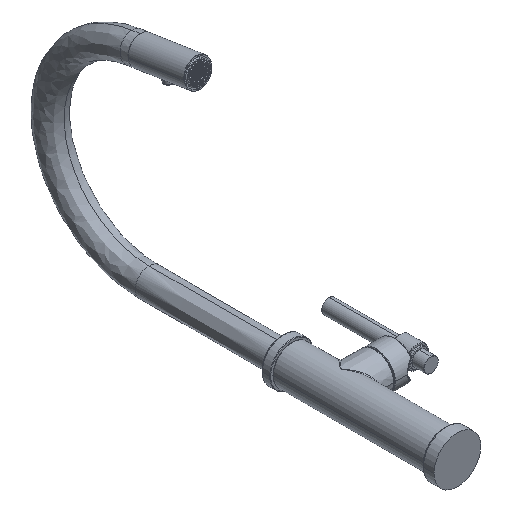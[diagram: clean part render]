
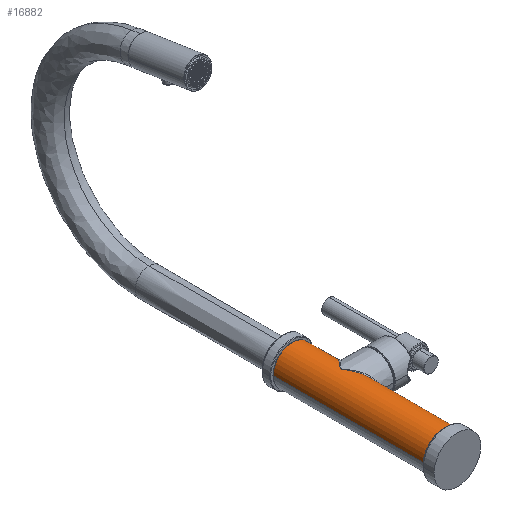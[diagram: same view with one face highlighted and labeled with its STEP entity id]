
A CAD part, isometric view. The second image highlights one B-rep face of the part: STEP entity #16882.
In plain terms, the highlighted cylindrical face has radius 20.32 mm (diameter 40.64 mm), a partial arc.
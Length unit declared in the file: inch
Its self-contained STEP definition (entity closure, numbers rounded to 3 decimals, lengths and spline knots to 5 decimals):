
#2=CARTESIAN_POINT('',(0.,0.,0.));
#3=DIRECTION('',(0.,1.,0.));
#4=DIRECTION('',(-1.,0.,0.));
#5=AXIS2_PLACEMENT_3D('',#2,#3,#4);
#7=DIRECTION('',(0.,1.,0.));
#8=VECTOR('',#7,6.281);
#9=CARTESIAN_POINT('',(-0.8,0.,0.));
#10=LINE('',#9,#8);
#11=DIRECTION('',(0.,-1.,0.));
#12=VECTOR('',#11,1.06535);
#13=CARTESIAN_POINT('',(0.79999,6.281,0.));
#14=LINE('',#13,#12);
#15=CARTESIAN_POINT('',(0.8,5.21565,
0.));
#16=CARTESIAN_POINT('',(0.8,5.21565,0.01197));
#17=CARTESIAN_POINT('',(0.79946,5.21503,0.03604));
#18=CARTESIAN_POINT('',(0.797,5.21226,0.07241));
#19=CARTESIAN_POINT('',(0.79282,5.20756,0.10906));
#20=CARTESIAN_POINT('',(0.78687,5.20085,0.14595));
#21=CARTESIAN_POINT('',(0.77909,5.19208,0.18305));
#22=CARTESIAN_POINT('',(0.76939,5.18116,0.2203));
#23=CARTESIAN_POINT('',(0.75772,5.16799,0.25765));
#24=CARTESIAN_POINT('',(0.74393,5.15245,0.29515));
#25=CARTESIAN_POINT('',(0.72789,5.13438,0.33278));
#26=CARTESIAN_POINT('',(0.70946,5.11359,0.37049));
#27=CARTESIAN_POINT('',(0.68848,5.08994,0.4082));
#28=CARTESIAN_POINT('',(0.66481,5.06324,0.44577));
#29=CARTESIAN_POINT('',(0.63828,5.03332,0.48302));
#30=CARTESIAN_POINT('',(0.60877,5.00002,0.51977));
#31=CARTESIAN_POINT('',(0.5761,4.96314,0.55581));
#32=CARTESIAN_POINT('',(0.54027,4.9227,0.59073));
#33=CARTESIAN_POINT('',(0.50122,4.87858,0.62426));
#34=CARTESIAN_POINT('',(0.45837,4.83013,0.65642));
#35=CARTESIAN_POINT('',(0.41336,4.77919,0.68559));
#36=CARTESIAN_POINT('',(0.37108,4.73128,0.7092));
#37=CARTESIAN_POINT('',(0.33375,4.6889,0.7274));
#38=CARTESIAN_POINT('',(0.30042,4.65097,0.74171));
#39=CARTESIAN_POINT('',(0.27053,4.61686,0.75307));
#40=CARTESIAN_POINT('',(0.24369,4.58612,0.76214));
#41=CARTESIAN_POINT('',(0.21951,4.55831,0.76942));
#42=CARTESIAN_POINT('',(0.19769,4.53308,0.77529));
#43=CARTESIAN_POINT('',(0.17798,4.51013,0.78003));
#44=CARTESIAN_POINT('',(0.16016,4.4892,0.78387));
#45=CARTESIAN_POINT('',(0.14404,4.47006,0.78698));
#46=CARTESIAN_POINT('',(0.12949,4.45252,0.78949));
#47=CARTESIAN_POINT('',(0.11637,4.43641,0.79152));
#48=CARTESIAN_POINT('',(0.1046,4.42157,0.79316));
#49=CARTESIAN_POINT('',(0.09409,4.4079,0.79447));
#50=CARTESIAN_POINT('',(0.08482,4.39526,0.79551));
#51=CARTESIAN_POINT('',(0.07675,4.38358,0.79632));
#52=CARTESIAN_POINT('',(0.0699,4.37275,0.79695));
#53=CARTESIAN_POINT('',(0.06426,4.36271,0.79742));
#54=CARTESIAN_POINT('',(0.05984,4.35343,0.79776));
#55=CARTESIAN_POINT('',(0.05665,4.34488,0.79799));
#56=CARTESIAN_POINT('',(0.05469,4.33702,0.79813));
#57=CARTESIAN_POINT('',(0.05369,4.32976,0.7982));
#58=CARTESIAN_POINT('',(0.05349,4.32276,0.79821));
#59=CARTESIAN_POINT('',(0.0542,4.31566,0.79816));
#60=CARTESIAN_POINT('',(0.05584,4.30803,0.79805));
#61=CARTESIAN_POINT('',(0.05862,4.29949,0.79785));
#62=CARTESIAN_POINT('',(0.0628,4.29009,0.79754));
#63=CARTESIAN_POINT('',(0.0683,4.27998,0.79709));
#64=CARTESIAN_POINT('',(0.075,4.26909,0.79649));
#65=CARTESIAN_POINT('',(0.08298,4.25732,0.7957));
#66=CARTESIAN_POINT('',(0.09222,4.24461,0.79469));
#67=CARTESIAN_POINT('',(0.1027,4.23085,0.79341));
#68=CARTESIAN_POINT('',(0.11449,4.21594,0.7918));
#69=CARTESIAN_POINT('',(0.12764,4.19974,0.78979));
#70=CARTESIAN_POINT('',(0.14224,4.1821,0.78731));
#71=CARTESIAN_POINT('',(0.15841,4.16286,0.78422));
#72=CARTESIAN_POINT('',(0.17631,4.14182,0.78041));
#73=CARTESIAN_POINT('',(0.19612,4.11874,0.77569));
#74=CARTESIAN_POINT('',(0.21805,4.09337,0.76984));
#75=CARTESIAN_POINT('',(0.24236,4.0654,0.76256));
#76=CARTESIAN_POINT('',(0.26936,4.03448,0.75349));
#77=CARTESIAN_POINT('',(0.29944,4.00015,0.74211));
#78=CARTESIAN_POINT('',(0.33299,3.96197,0.72775));
#79=CARTESIAN_POINT('',(0.37057,3.91929,0.70947));
#80=CARTESIAN_POINT('',(0.41323,3.87094,0.68567));
#81=CARTESIAN_POINT('',(0.45853,3.81968,0.6563));
#82=CARTESIAN_POINT('',(0.50117,3.77148,0.62429));
#83=CARTESIAN_POINT('',(0.54027,3.7273,0.59073));
#84=CARTESIAN_POINT('',(0.57612,3.68683,0.55579));
#85=CARTESIAN_POINT('',(0.60878,3.64997,0.51976));
#86=CARTESIAN_POINT('',(0.63829,3.61668,0.48301));
#87=CARTESIAN_POINT('',(0.66481,3.58676,0.44576));
#88=CARTESIAN_POINT('',(0.68849,3.56006,0.4082));
#89=CARTESIAN_POINT('',(0.70946,3.53641,0.37049));
#90=CARTESIAN_POINT('',(0.72789,3.51562,0.33278));
#91=CARTESIAN_POINT('',(0.74393,3.49755,0.29515));
#92=CARTESIAN_POINT('',(0.75772,3.48201,0.25765));
#93=CARTESIAN_POINT('',(0.76939,3.46884,0.2203));
#94=CARTESIAN_POINT('',(0.77909,3.45792,0.18305));
#95=CARTESIAN_POINT('',(0.78687,3.44915,0.14595));
#96=CARTESIAN_POINT('',(0.79282,3.44244,0.10906));
#97=CARTESIAN_POINT('',(0.797,3.43774,0.07241));
#98=CARTESIAN_POINT('',(0.79946,3.43497,0.03604));
#99=CARTESIAN_POINT('',(0.8,3.43435,0.01197));
#100=CARTESIAN_POINT('',(0.8,3.43435,
0.));
#223=DIRECTION('',(0.,-1.,0.));
#224=VECTOR('',#223,3.43435);
#225=CARTESIAN_POINT('',(0.8,3.43435,
0.));
#226=LINE('',#225,#224);
#13313=CARTESIAN_POINT('',(0.,6.281,0.));
#13314=DIRECTION('',(0.,1.,0.));
#13315=DIRECTION('',(-1.,0.,0.));
#13316=AXIS2_PLACEMENT_3D('',#13313,#13314,#13315);
#13322=VERTEX_POINT('',#15);
#13323=VERTEX_POINT('',#100);
#13326=CARTESIAN_POINT('',(0.79998,6.281,0.));
#13327=CARTESIAN_POINT('',(-0.79998,6.281,0.));
#13328=VERTEX_POINT('',#13326);
#13329=VERTEX_POINT('',#13327);
#13380=CARTESIAN_POINT('',(-0.8,0.,0.));
#13381=CARTESIAN_POINT('',(0.8,0.,0.));
#13382=VERTEX_POINT('',#13380);
#13383=VERTEX_POINT('',#13381);
#16863=CARTESIAN_POINT('',(0.,-0.3155,0.));
#16864=DIRECTION('',(0.,1.,0.));
#16865=DIRECTION('',(1.,0.,0.));
#16866=AXIS2_PLACEMENT_3D('',#16863,#16864,#16865);
#16867=CYLINDRICAL_SURFACE('',#16866,0.8);
#16869=ORIENTED_EDGE('',*,*,#16868,.F.);
#16871=ORIENTED_EDGE('',*,*,#16870,.T.);
#16873=ORIENTED_EDGE('',*,*,#16872,.T.);
#16875=ORIENTED_EDGE('',*,*,#16874,.T.);
#16877=ORIENTED_EDGE('',*,*,#16876,.T.);
#16879=ORIENTED_EDGE('',*,*,#16878,.T.);
#16880=EDGE_LOOP('',(#16869,#16871,#16873,#16875,#16877,#16879));
#16881=FACE_OUTER_BOUND('',#16880,.F.);
#16882=ADVANCED_FACE('',(#16881),#16867,.T.);
#6=CIRCLE('',#5,0.8);
#101=B_SPLINE_CURVE_WITH_KNOTS('',3,(#15,#16,#17,#18,#19,#20,#21,#22,#23,#24,
#25,#26,#27,#28,#29,#30,#31,#32,#33,#34,#35,#36,#37,#38,#39,#40,#41,#42,#43,#44,
#45,#46,#47,#48,#49,#50,#51,#52,#53,#54,#55,#56,#57,#58,#59,#60,#61,#62,#63,#64,
#65,#66,#67,#68,#69,#70,#71,#72,#73,#74,#75,#76,#77,#78,#79,#80,#81,#82,#83,#84,
#85,#86,#87,#88,#89,#90,#91,#92,#93,#94,#95,#96,#97,#98,#99,#100),.UNSPECIFIED.,
.F.,.F.,(4,1,1,1,1,1,1,1,1,1,1,1,1,1,1,1,1,1,1,1,1,1,1,1,1,1,1,1,1,1,1,1,1,1,1,
1,1,1,1,1,1,1,1,1,1,1,1,1,1,1,1,1,1,1,1,1,1,1,1,1,1,1,1,1,1,1,1,1,1,1,1,1,1,1,1,
1,1,1,1,1,1,1,1,4),(0.,0.01205,0.0241,0.03614,
0.04819,0.06024,0.07229,0.08434,
0.09639,0.10843,0.12048,0.13253,
0.14458,0.15663,0.16867,0.18072,
0.19277,0.20482,0.21687,0.22892,
0.24096,0.25301,0.26506,0.27711,
0.28916,0.3012,0.31325,0.3253,
0.33735,0.3494,0.36145,0.37349,
0.38554,0.39759,0.40964,0.42169,
0.43373,0.44578,0.45783,0.46988,
0.48193,0.49398,0.50602,0.51807,
0.53012,0.54217,0.55422,0.56627,
0.57831,0.59036,0.60241,0.61446,
0.62651,0.63855,0.6506,0.66265,
0.6747,0.68675,0.6988,0.71084,
0.72289,0.73494,0.74699,0.75904,
0.77108,0.78313,0.79518,0.80723,
0.81928,0.83133,0.84337,0.85542,
0.86747,0.87952,0.89157,0.90361,
0.91566,0.92771,0.93976,0.95181,
0.96386,0.9759,0.98795,1.),.UNSPECIFIED.);
#13317=CIRCLE('',#13316,0.79998);
#16868=EDGE_CURVE('',#13382,#13383,#6,.T.);
#16870=EDGE_CURVE('',#13382,#13329,#10,.T.);
#16872=EDGE_CURVE('',#13329,#13328,#13317,.T.);
#16874=EDGE_CURVE('',#13328,#13322,#14,.T.);
#16876=EDGE_CURVE('',#13322,#13323,#101,.T.);
#16878=EDGE_CURVE('',#13323,#13383,#226,.T.);
